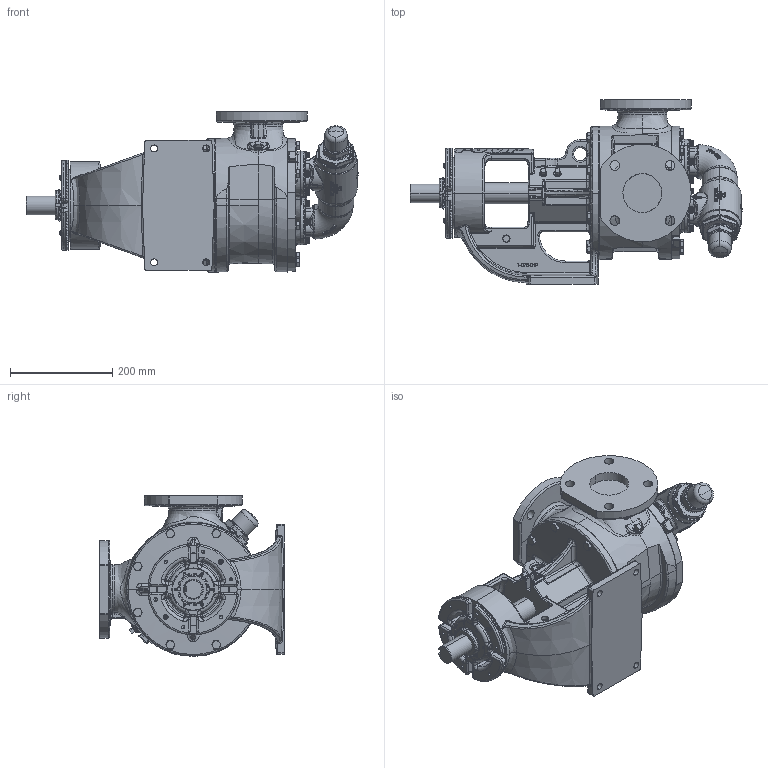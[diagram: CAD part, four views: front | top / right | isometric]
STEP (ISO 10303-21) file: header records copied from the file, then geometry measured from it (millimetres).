
FILE_DESCRIPTION (( 'STEP AP214' ), '1' );
FILE_NAME ('LL124AE.STEP', '2016-08-09T16:05:59', ( '' ), ( '' ), 'SwSTEP 2.0', 'SolidWorks 2015', '' );
FILE_SCHEMA (( 'AUTOMOTIVE_DESIGN' ));
Length unit declared in the file: inch
Products named in the file (2): LL124AE
Bounding box: 648.41 x 360.43 x 312.98 mm (x, y, z)
Volume: 16088278.8 mm3; surface area: 911139.4 mm2
Topology: 1 solids, 1 shells, 4034 faces, 10347 edges, 6358 vertices
Faces by surface type: plane 1261, cylinder 1030, bspline 980, cone 483, torus 187, sphere 93
Entity records: 256348 total; most frequent: CARTESIAN_POINT 131016, ORIENTED_EDGE 20454, DIRECTION 15989, EDGE_CURVE 10227, AXIS2_PLACEMENT_3D 6491, VERTEX_POINT 6356, EDGE_LOOP 4233, ADVANCED_FACE 4034
